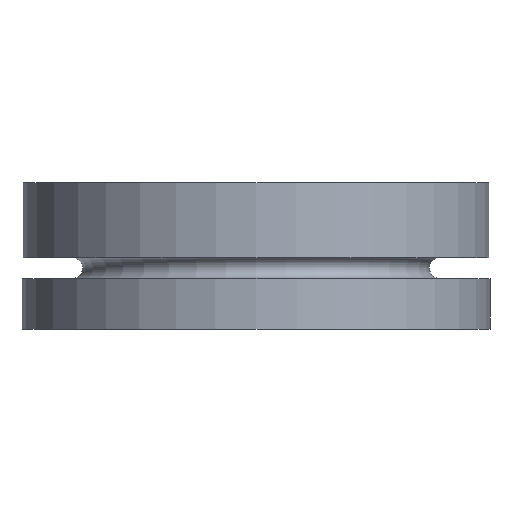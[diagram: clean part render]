
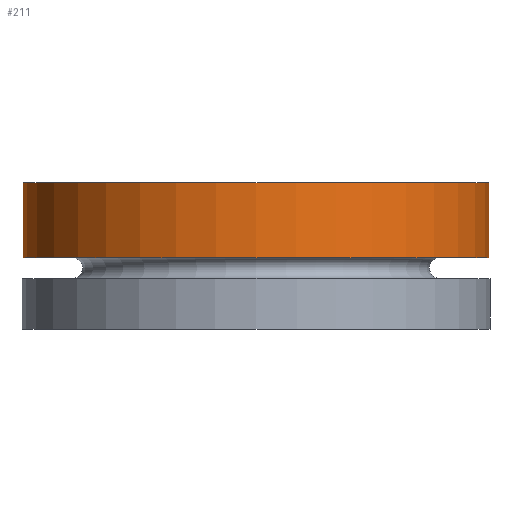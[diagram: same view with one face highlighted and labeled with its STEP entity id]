
A CAD part, left-side view. The second image highlights one B-rep face of the part: STEP entity #211.
In plain terms, the highlighted cylindrical face has radius 55.75 mm (diameter 111.5 mm), a full revolution.
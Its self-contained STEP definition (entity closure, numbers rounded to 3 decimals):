
#211 = ADVANCED_FACE( '', ( #439, #440 ), #441, .T. );
#439 = FACE_OUTER_BOUND( '', #879, .T. );
#440 = FACE_OUTER_BOUND( '', #880, .T. );
#441 = CYLINDRICAL_SURFACE( '', #881, 55.75 );
#879 = EDGE_LOOP( '', ( #1190 ) );
#880 = EDGE_LOOP( '', ( #1191 ) );
#881 = AXIS2_PLACEMENT_3D( '', #1192, #1193, #1194 );
#1190 = ORIENTED_EDGE( '', *, *, #1407, .F. );
#1191 = ORIENTED_EDGE( '', *, *, #1408, .T. );
#1192 = CARTESIAN_POINT( '', ( 0., 0., 54. ) );
#1193 = DIRECTION( '', ( 0., 0., 1. ) );
#1194 = DIRECTION( '', ( -1., 0., 0. ) );
#1407 = EDGE_CURVE( '', #1576, #1576, #1577, .T. );
#1408 = EDGE_CURVE( '', #1578, #1578, #1579, .T. );
#1576 = VERTEX_POINT( '', #1804 );
#1577 = CIRCLE( '', #1805, 55.75 );
#1578 = VERTEX_POINT( '', #1806 );
#1579 = CIRCLE( '', #1807, 55.75 );
#1804 = CARTESIAN_POINT( '', ( -55.75, 0., 17.1 ) );
#1805 = AXIS2_PLACEMENT_3D( '', #1990, #1991, #1992 );
#1806 = CARTESIAN_POINT( '', ( -55.75, 0., 35. ) );
#1807 = AXIS2_PLACEMENT_3D( '', #1993, #1994, #1995 );
#1990 = CARTESIAN_POINT( '', ( 0., 0., 17.1 ) );
#1991 = DIRECTION( '', ( 0., 0., -1. ) );
#1992 = DIRECTION( '', ( -1., 0., 0. ) );
#1993 = CARTESIAN_POINT( '', ( 0., 0., 35. ) );
#1994 = DIRECTION( '', ( 0., 0., -1. ) );
#1995 = DIRECTION( '', ( -1., 0., 0. ) );
